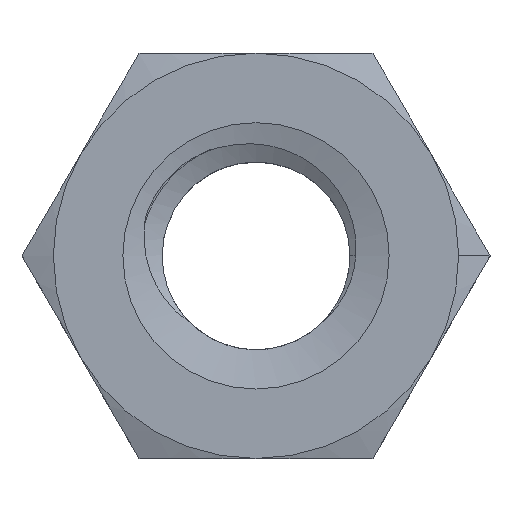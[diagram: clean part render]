
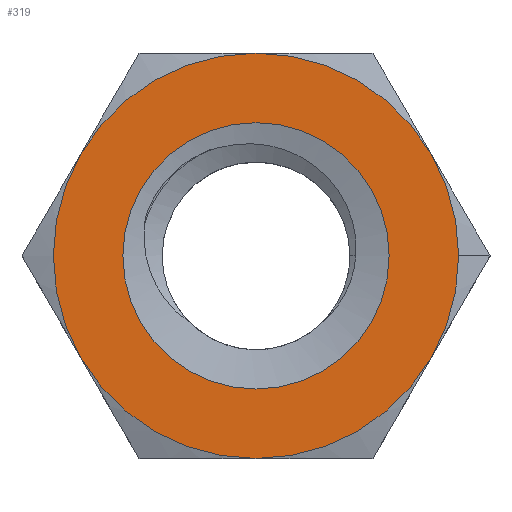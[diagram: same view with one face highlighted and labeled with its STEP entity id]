
A CAD part, top view. The second image highlights one B-rep face of the part: STEP entity #319.
In plain terms, the highlighted planar face has unit normal (0, 0, 1).
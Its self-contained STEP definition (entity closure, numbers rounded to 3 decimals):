
#319 = ADVANCED_FACE('',(#320,#530),#335,.T.);
#320 = FACE_BOUND('',#321,.F.);
#321 = EDGE_LOOP('',(#322,#358,#387,#416,#445,#474,#503));
#322 = ORIENTED_EDGE('',*,*,#323,.F.);
#323 = EDGE_CURVE('',#324,#326,#328,.T.);
#324 = VERTEX_POINT('',#325);
#325 = CARTESIAN_POINT('',(3.5,0.,3.2));
#326 = VERTEX_POINT('',#327);
#327 = CARTESIAN_POINT('',(3.031,1.75,3.2));
#328 = SURFACE_CURVE('',#329,(#334,#346),.PCURVE_S1.);
#329 = CIRCLE('',#330,3.5);
#330 = AXIS2_PLACEMENT_3D('',#331,#332,#333);
#331 = CARTESIAN_POINT('',(0.,0.,3.2));
#332 = DIRECTION('',(0.,0.,1.));
#333 = DIRECTION('',(1.,0.,0.));
#334 = PCURVE('',#335,#340);
#335 = PLANE('',#336);
#336 = AXIS2_PLACEMENT_3D('',#337,#338,#339);
#337 = CARTESIAN_POINT('',(0.,0.,3.2));
#338 = DIRECTION('',(0.,0.,1.));
#339 = DIRECTION('',(1.,0.,0.));
#340 = DEFINITIONAL_REPRESENTATION('',(#341),#345);
#341 = CIRCLE('',#342,3.5);
#342 = AXIS2_PLACEMENT_2D('',#343,#344);
#343 = CARTESIAN_POINT('',(0.,0.));
#344 = DIRECTION('',(1.,-0.));
#345 = ( GEOMETRIC_REPRESENTATION_CONTEXT(2) 
PARAMETRIC_REPRESENTATION_CONTEXT() REPRESENTATION_CONTEXT('2D SPACE',''
  ) );
#346 = PCURVE('',#347,#352);
#347 = CONICAL_SURFACE('',#348,3.5,1.248);
#348 = AXIS2_PLACEMENT_3D('',#349,#350,#351);
#349 = CARTESIAN_POINT('',(0.,0.,3.2));
#350 = DIRECTION('',(-0.,-0.,-1.));
#351 = DIRECTION('',(1.,0.,0.));
#352 = DEFINITIONAL_REPRESENTATION('',(#353),#357);
#353 = LINE('',#354,#355);
#354 = CARTESIAN_POINT('',(-0.,0.));
#355 = VECTOR('',#356,1.);
#356 = DIRECTION('',(-1.,0.));
#357 = ( GEOMETRIC_REPRESENTATION_CONTEXT(2) 
PARAMETRIC_REPRESENTATION_CONTEXT() REPRESENTATION_CONTEXT('2D SPACE',''
  ) );
#358 = ORIENTED_EDGE('',*,*,#359,.F.);
#359 = EDGE_CURVE('',#360,#324,#362,.T.);
#360 = VERTEX_POINT('',#361);
#361 = CARTESIAN_POINT('',(3.031,-1.75,3.2));
#362 = SURFACE_CURVE('',#363,(#368,#375),.PCURVE_S1.);
#363 = CIRCLE('',#364,3.5);
#364 = AXIS2_PLACEMENT_3D('',#365,#366,#367);
#365 = CARTESIAN_POINT('',(0.,0.,3.2));
#366 = DIRECTION('',(0.,0.,1.));
#367 = DIRECTION('',(1.,0.,0.));
#368 = PCURVE('',#335,#369);
#369 = DEFINITIONAL_REPRESENTATION('',(#370),#374);
#370 = CIRCLE('',#371,3.5);
#371 = AXIS2_PLACEMENT_2D('',#372,#373);
#372 = CARTESIAN_POINT('',(0.,0.));
#373 = DIRECTION('',(1.,-0.));
#374 = ( GEOMETRIC_REPRESENTATION_CONTEXT(2) 
PARAMETRIC_REPRESENTATION_CONTEXT() REPRESENTATION_CONTEXT('2D SPACE',''
  ) );
#375 = PCURVE('',#376,#381);
#376 = CONICAL_SURFACE('',#377,3.5,1.248);
#377 = AXIS2_PLACEMENT_3D('',#378,#379,#380);
#378 = CARTESIAN_POINT('',(0.,0.,3.2));
#379 = DIRECTION('',(-0.,-0.,-1.));
#380 = DIRECTION('',(1.,0.,0.));
#381 = DEFINITIONAL_REPRESENTATION('',(#382),#386);
#382 = LINE('',#383,#384);
#383 = CARTESIAN_POINT('',(-0.,0.));
#384 = VECTOR('',#385,1.);
#385 = DIRECTION('',(-1.,0.));
#386 = ( GEOMETRIC_REPRESENTATION_CONTEXT(2) 
PARAMETRIC_REPRESENTATION_CONTEXT() REPRESENTATION_CONTEXT('2D SPACE',''
  ) );
#387 = ORIENTED_EDGE('',*,*,#388,.F.);
#388 = EDGE_CURVE('',#389,#360,#391,.T.);
#389 = VERTEX_POINT('',#390);
#390 = CARTESIAN_POINT('',(0.,-3.5,3.2));
#391 = SURFACE_CURVE('',#392,(#397,#404),.PCURVE_S1.);
#392 = CIRCLE('',#393,3.5);
#393 = AXIS2_PLACEMENT_3D('',#394,#395,#396);
#394 = CARTESIAN_POINT('',(0.,0.,3.2));
#395 = DIRECTION('',(0.,0.,1.));
#396 = DIRECTION('',(1.,0.,0.));
#397 = PCURVE('',#335,#398);
#398 = DEFINITIONAL_REPRESENTATION('',(#399),#403);
#399 = CIRCLE('',#400,3.5);
#400 = AXIS2_PLACEMENT_2D('',#401,#402);
#401 = CARTESIAN_POINT('',(0.,0.));
#402 = DIRECTION('',(1.,-0.));
#403 = ( GEOMETRIC_REPRESENTATION_CONTEXT(2) 
PARAMETRIC_REPRESENTATION_CONTEXT() REPRESENTATION_CONTEXT('2D SPACE',''
  ) );
#404 = PCURVE('',#405,#410);
#405 = CONICAL_SURFACE('',#406,3.5,1.248);
#406 = AXIS2_PLACEMENT_3D('',#407,#408,#409);
#407 = CARTESIAN_POINT('',(0.,0.,3.2));
#408 = DIRECTION('',(-0.,-0.,-1.));
#409 = DIRECTION('',(1.,0.,0.));
#410 = DEFINITIONAL_REPRESENTATION('',(#411),#415);
#411 = LINE('',#412,#413);
#412 = CARTESIAN_POINT('',(-0.,0.));
#413 = VECTOR('',#414,1.);
#414 = DIRECTION('',(-1.,0.));
#415 = ( GEOMETRIC_REPRESENTATION_CONTEXT(2) 
PARAMETRIC_REPRESENTATION_CONTEXT() REPRESENTATION_CONTEXT('2D SPACE',''
  ) );
#416 = ORIENTED_EDGE('',*,*,#417,.F.);
#417 = EDGE_CURVE('',#418,#389,#420,.T.);
#418 = VERTEX_POINT('',#419);
#419 = CARTESIAN_POINT('',(-3.031,-1.75,3.2));
#420 = SURFACE_CURVE('',#421,(#426,#433),.PCURVE_S1.);
#421 = CIRCLE('',#422,3.5);
#422 = AXIS2_PLACEMENT_3D('',#423,#424,#425);
#423 = CARTESIAN_POINT('',(0.,0.,3.2));
#424 = DIRECTION('',(0.,0.,1.));
#425 = DIRECTION('',(1.,0.,0.));
#426 = PCURVE('',#335,#427);
#427 = DEFINITIONAL_REPRESENTATION('',(#428),#432);
#428 = CIRCLE('',#429,3.5);
#429 = AXIS2_PLACEMENT_2D('',#430,#431);
#430 = CARTESIAN_POINT('',(0.,0.));
#431 = DIRECTION('',(1.,-0.));
#432 = ( GEOMETRIC_REPRESENTATION_CONTEXT(2) 
PARAMETRIC_REPRESENTATION_CONTEXT() REPRESENTATION_CONTEXT('2D SPACE',''
  ) );
#433 = PCURVE('',#434,#439);
#434 = CONICAL_SURFACE('',#435,3.5,1.248);
#435 = AXIS2_PLACEMENT_3D('',#436,#437,#438);
#436 = CARTESIAN_POINT('',(0.,0.,3.2));
#437 = DIRECTION('',(-0.,-0.,-1.));
#438 = DIRECTION('',(1.,0.,0.));
#439 = DEFINITIONAL_REPRESENTATION('',(#440),#444);
#440 = LINE('',#441,#442);
#441 = CARTESIAN_POINT('',(-0.,0.));
#442 = VECTOR('',#443,1.);
#443 = DIRECTION('',(-1.,0.));
#444 = ( GEOMETRIC_REPRESENTATION_CONTEXT(2) 
PARAMETRIC_REPRESENTATION_CONTEXT() REPRESENTATION_CONTEXT('2D SPACE',''
  ) );
#445 = ORIENTED_EDGE('',*,*,#446,.F.);
#446 = EDGE_CURVE('',#447,#418,#449,.T.);
#447 = VERTEX_POINT('',#448);
#448 = CARTESIAN_POINT('',(-3.031,1.75,3.2));
#449 = SURFACE_CURVE('',#450,(#455,#462),.PCURVE_S1.);
#450 = CIRCLE('',#451,3.5);
#451 = AXIS2_PLACEMENT_3D('',#452,#453,#454);
#452 = CARTESIAN_POINT('',(0.,0.,3.2));
#453 = DIRECTION('',(0.,0.,1.));
#454 = DIRECTION('',(1.,0.,0.));
#455 = PCURVE('',#335,#456);
#456 = DEFINITIONAL_REPRESENTATION('',(#457),#461);
#457 = CIRCLE('',#458,3.5);
#458 = AXIS2_PLACEMENT_2D('',#459,#460);
#459 = CARTESIAN_POINT('',(0.,0.));
#460 = DIRECTION('',(1.,-0.));
#461 = ( GEOMETRIC_REPRESENTATION_CONTEXT(2) 
PARAMETRIC_REPRESENTATION_CONTEXT() REPRESENTATION_CONTEXT('2D SPACE',''
  ) );
#462 = PCURVE('',#463,#468);
#463 = CONICAL_SURFACE('',#464,3.5,1.248);
#464 = AXIS2_PLACEMENT_3D('',#465,#466,#467);
#465 = CARTESIAN_POINT('',(0.,0.,3.2));
#466 = DIRECTION('',(-0.,-0.,-1.));
#467 = DIRECTION('',(1.,0.,0.));
#468 = DEFINITIONAL_REPRESENTATION('',(#469),#473);
#469 = LINE('',#470,#471);
#470 = CARTESIAN_POINT('',(-0.,0.));
#471 = VECTOR('',#472,1.);
#472 = DIRECTION('',(-1.,0.));
#473 = ( GEOMETRIC_REPRESENTATION_CONTEXT(2) 
PARAMETRIC_REPRESENTATION_CONTEXT() REPRESENTATION_CONTEXT('2D SPACE',''
  ) );
#474 = ORIENTED_EDGE('',*,*,#475,.F.);
#475 = EDGE_CURVE('',#476,#447,#478,.T.);
#476 = VERTEX_POINT('',#477);
#477 = CARTESIAN_POINT('',(0.,3.5,3.2));
#478 = SURFACE_CURVE('',#479,(#484,#491),.PCURVE_S1.);
#479 = CIRCLE('',#480,3.5);
#480 = AXIS2_PLACEMENT_3D('',#481,#482,#483);
#481 = CARTESIAN_POINT('',(0.,0.,3.2));
#482 = DIRECTION('',(0.,0.,1.));
#483 = DIRECTION('',(1.,0.,0.));
#484 = PCURVE('',#335,#485);
#485 = DEFINITIONAL_REPRESENTATION('',(#486),#490);
#486 = CIRCLE('',#487,3.5);
#487 = AXIS2_PLACEMENT_2D('',#488,#489);
#488 = CARTESIAN_POINT('',(0.,0.));
#489 = DIRECTION('',(1.,-0.));
#490 = ( GEOMETRIC_REPRESENTATION_CONTEXT(2) 
PARAMETRIC_REPRESENTATION_CONTEXT() REPRESENTATION_CONTEXT('2D SPACE',''
  ) );
#491 = PCURVE('',#492,#497);
#492 = CONICAL_SURFACE('',#493,3.5,1.248);
#493 = AXIS2_PLACEMENT_3D('',#494,#495,#496);
#494 = CARTESIAN_POINT('',(0.,0.,3.2));
#495 = DIRECTION('',(-0.,-0.,-1.));
#496 = DIRECTION('',(1.,0.,0.));
#497 = DEFINITIONAL_REPRESENTATION('',(#498),#502);
#498 = LINE('',#499,#500);
#499 = CARTESIAN_POINT('',(-0.,0.));
#500 = VECTOR('',#501,1.);
#501 = DIRECTION('',(-1.,0.));
#502 = ( GEOMETRIC_REPRESENTATION_CONTEXT(2) 
PARAMETRIC_REPRESENTATION_CONTEXT() REPRESENTATION_CONTEXT('2D SPACE',''
  ) );
#503 = ORIENTED_EDGE('',*,*,#504,.F.);
#504 = EDGE_CURVE('',#326,#476,#505,.T.);
#505 = SURFACE_CURVE('',#506,(#511,#518),.PCURVE_S1.);
#506 = CIRCLE('',#507,3.5);
#507 = AXIS2_PLACEMENT_3D('',#508,#509,#510);
#508 = CARTESIAN_POINT('',(0.,0.,3.2));
#509 = DIRECTION('',(0.,0.,1.));
#510 = DIRECTION('',(1.,0.,0.));
#511 = PCURVE('',#335,#512);
#512 = DEFINITIONAL_REPRESENTATION('',(#513),#517);
#513 = CIRCLE('',#514,3.5);
#514 = AXIS2_PLACEMENT_2D('',#515,#516);
#515 = CARTESIAN_POINT('',(0.,0.));
#516 = DIRECTION('',(1.,-0.));
#517 = ( GEOMETRIC_REPRESENTATION_CONTEXT(2) 
PARAMETRIC_REPRESENTATION_CONTEXT() REPRESENTATION_CONTEXT('2D SPACE',''
  ) );
#518 = PCURVE('',#519,#524);
#519 = CONICAL_SURFACE('',#520,3.5,1.248);
#520 = AXIS2_PLACEMENT_3D('',#521,#522,#523);
#521 = CARTESIAN_POINT('',(0.,0.,3.2));
#522 = DIRECTION('',(-0.,-0.,-1.));
#523 = DIRECTION('',(1.,0.,0.));
#524 = DEFINITIONAL_REPRESENTATION('',(#525),#529);
#525 = LINE('',#526,#527);
#526 = CARTESIAN_POINT('',(-0.,0.));
#527 = VECTOR('',#528,1.);
#528 = DIRECTION('',(-1.,0.));
#529 = ( GEOMETRIC_REPRESENTATION_CONTEXT(2) 
PARAMETRIC_REPRESENTATION_CONTEXT() REPRESENTATION_CONTEXT('2D SPACE',''
  ) );
#530 = FACE_BOUND('',#531,.F.);
#531 = EDGE_LOOP('',(#532));
#532 = ORIENTED_EDGE('',*,*,#533,.T.);
#533 = EDGE_CURVE('',#534,#534,#536,.T.);
#534 = VERTEX_POINT('',#535);
#535 = CARTESIAN_POINT('',(2.3,0.,3.2));
#536 = SURFACE_CURVE('',#537,(#542,#549),.PCURVE_S1.);
#537 = CIRCLE('',#538,2.3);
#538 = AXIS2_PLACEMENT_3D('',#539,#540,#541);
#539 = CARTESIAN_POINT('',(0.,0.,3.2));
#540 = DIRECTION('',(0.,0.,1.));
#541 = DIRECTION('',(1.,0.,0.));
#542 = PCURVE('',#335,#543);
#543 = DEFINITIONAL_REPRESENTATION('',(#544),#548);
#544 = CIRCLE('',#545,2.3);
#545 = AXIS2_PLACEMENT_2D('',#546,#547);
#546 = CARTESIAN_POINT('',(0.,0.));
#547 = DIRECTION('',(1.,-0.));
#548 = ( GEOMETRIC_REPRESENTATION_CONTEXT(2) 
PARAMETRIC_REPRESENTATION_CONTEXT() REPRESENTATION_CONTEXT('2D SPACE',''
  ) );
#549 = PCURVE('',#550,#555);
#550 = CONICAL_SURFACE('',#551,1.394,1.309);
#551 = AXIS2_PLACEMENT_3D('',#552,#553,#554);
#552 = CARTESIAN_POINT('',(0.,0.,2.957));
#553 = DIRECTION('',(0.,0.,1.));
#554 = DIRECTION('',(1.,0.,0.));
#555 = DEFINITIONAL_REPRESENTATION('',(#556),#560);
#556 = LINE('',#557,#558);
#557 = CARTESIAN_POINT('',(0.,0.243));
#558 = VECTOR('',#559,1.);
#559 = DIRECTION('',(1.,0.));
#560 = ( GEOMETRIC_REPRESENTATION_CONTEXT(2) 
PARAMETRIC_REPRESENTATION_CONTEXT() REPRESENTATION_CONTEXT('2D SPACE',''
  ) );
